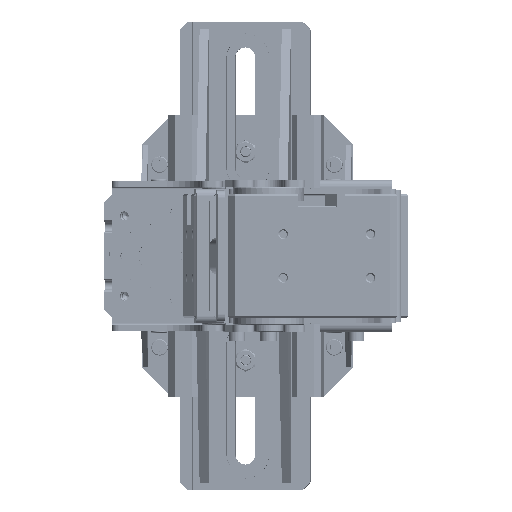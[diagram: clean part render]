
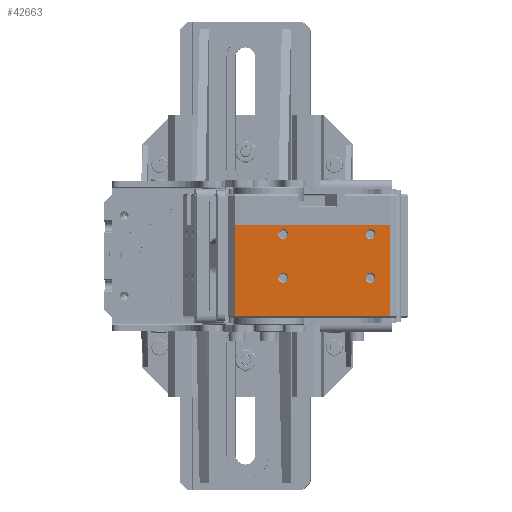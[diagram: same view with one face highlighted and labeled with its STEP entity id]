
A CAD part, left-side view. The second image highlights one B-rep face of the part: STEP entity #42663.
In plain terms, the highlighted face is planar.
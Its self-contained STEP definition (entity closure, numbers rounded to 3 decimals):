
#1449=FACE_BOUND('',#7506,.T.);
#1450=FACE_BOUND('',#7507,.T.);
#1451=FACE_BOUND('',#7508,.T.);
#1452=FACE_BOUND('',#7509,.T.);
#2406=PLANE('',#46509);
#4656=FACE_OUTER_BOUND('',#7505,.T.);
#7505=EDGE_LOOP('',(#35934,#35935,#35936,#35937));
#7506=EDGE_LOOP('',(#35938));
#7507=EDGE_LOOP('',(#35939));
#7508=EDGE_LOOP('',(#35940));
#7509=EDGE_LOOP('',(#35941));
#11128=LINE('',#68073,#15235);
#11130=LINE('',#68076,#15237);
#11132=LINE('',#68080,#15239);
#11133=LINE('',#68082,#15240);
#15235=VECTOR('',#55672,1000.);
#15237=VECTOR('',#55676,1000.);
#15239=VECTOR('',#55680,1000.);
#15240=VECTOR('',#55683,1000.);
#17915=CIRCLE('',#46050,1.35);
#17917=CIRCLE('',#46053,1.35);
#17919=CIRCLE('',#46056,1.35);
#17921=CIRCLE('',#46059,1.35);
#20652=VERTEX_POINT('',#66855);
#20654=VERTEX_POINT('',#66861);
#20656=VERTEX_POINT('',#66867);
#20658=VERTEX_POINT('',#66873);
#21003=VERTEX_POINT('',#67997);
#21005=VERTEX_POINT('',#68006);
#21020=VERTEX_POINT('',#68072);
#21021=VERTEX_POINT('',#68078);
#25720=EDGE_CURVE('',#20652,#20652,#17915,.T.);
#25723=EDGE_CURVE('',#20654,#20654,#17917,.T.);
#25726=EDGE_CURVE('',#20656,#20656,#17919,.T.);
#25729=EDGE_CURVE('',#20658,#20658,#17921,.T.);
#26296=EDGE_CURVE('',#21020,#21003,#11128,.T.);
#26298=EDGE_CURVE('',#21003,#21005,#11130,.T.);
#26300=EDGE_CURVE('',#21005,#21021,#11132,.T.);
#26301=EDGE_CURVE('',#21021,#21020,#11133,.T.);
#35934=ORIENTED_EDGE('',*,*,#26300,.T.);
#35935=ORIENTED_EDGE('',*,*,#26301,.T.);
#35936=ORIENTED_EDGE('',*,*,#26296,.T.);
#35937=ORIENTED_EDGE('',*,*,#26298,.T.);
#35938=ORIENTED_EDGE('',*,*,#25720,.T.);
#35939=ORIENTED_EDGE('',*,*,#25723,.T.);
#35940=ORIENTED_EDGE('',*,*,#25726,.T.);
#35941=ORIENTED_EDGE('',*,*,#25729,.T.);
#42663=ADVANCED_FACE('',(#4656,#1449,#1450,#1451,#1452),#2406,.T.);
#46050=AXIS2_PLACEMENT_3D('',#66857,#54368,#54369);
#46053=AXIS2_PLACEMENT_3D('',#66863,#54375,#54376);
#46056=AXIS2_PLACEMENT_3D('',#66869,#54382,#54383);
#46059=AXIS2_PLACEMENT_3D('',#66875,#54389,#54390);
#46509=AXIS2_PLACEMENT_3D('',#68083,#55684,#55685);
#54368=DIRECTION('center_axis',(-1.,0.,0.));
#54369=DIRECTION('ref_axis',(0.,0.,-1.));
#54375=DIRECTION('center_axis',(-1.,0.,0.));
#54376=DIRECTION('ref_axis',(0.,0.,-1.));
#54382=DIRECTION('center_axis',(-1.,0.,0.));
#54383=DIRECTION('ref_axis',(0.,0.,-1.));
#54389=DIRECTION('center_axis',(-1.,0.,0.));
#54390=DIRECTION('ref_axis',(0.,0.,-1.));
#55672=DIRECTION('',(0.,0.,1.));
#55676=DIRECTION('',(0.,-1.,0.));
#55680=DIRECTION('',(0.,0.,-1.));
#55683=DIRECTION('',(0.,1.,0.));
#55684=DIRECTION('center_axis',(1.,0.,0.));
#55685=DIRECTION('ref_axis',(0.,0.,-1.));
#66855=CARTESIAN_POINT('',(14.25,-28.,7.35));
#66857=CARTESIAN_POINT('Origin',(14.25,-28.,6.));
#66861=CARTESIAN_POINT('',(14.25,-28.,-4.65));
#66863=CARTESIAN_POINT('Origin',(14.25,-28.,-6.));
#66867=CARTESIAN_POINT('',(14.25,-4.,7.35));
#66869=CARTESIAN_POINT('Origin',(14.25,-4.,6.));
#66873=CARTESIAN_POINT('',(14.25,-4.,-4.65));
#66875=CARTESIAN_POINT('Origin',(14.25,-4.,-6.));
#67997=CARTESIAN_POINT('',(14.25,9.25,16.6));
#68006=CARTESIAN_POINT('',(14.25,-33.25,16.6));
#68072=CARTESIAN_POINT('',(14.25,9.25,-8.4));
#68073=CARTESIAN_POINT('',(14.25,9.25,-17.));
#68076=CARTESIAN_POINT('',(14.25,-35.25,16.6));
#68078=CARTESIAN_POINT('',(14.25,-33.25,-8.4));
#68080=CARTESIAN_POINT('',(14.25,-33.25,-17.));
#68082=CARTESIAN_POINT('',(14.25,-35.25,-8.4));
#68083=CARTESIAN_POINT('Origin',(14.25,-35.25,-17.));
